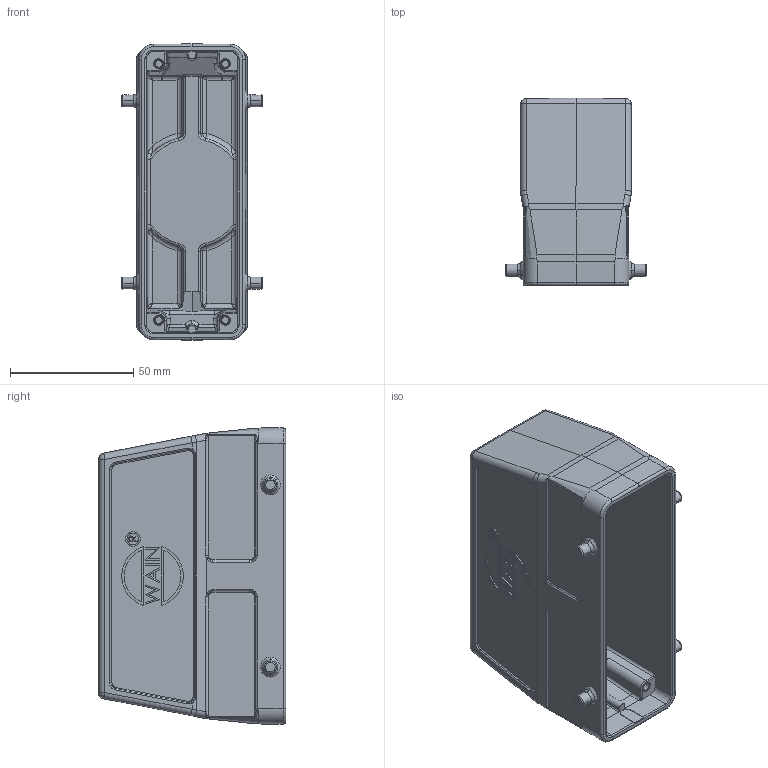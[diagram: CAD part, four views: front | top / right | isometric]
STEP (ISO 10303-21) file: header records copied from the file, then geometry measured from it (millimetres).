
FILE_DESCRIPTION (( 'STEP AP203' ), '1' );
FILE_NAME ('H24B-SEH-4B-M40.STEP', '2018-10-12T05:53:54', ( '' ), ( '' ), 'SwSTEP 2.0', 'SolidWorks 2016', '' );
FILE_SCHEMA (( 'CONFIG_CONTROL_DESIGN' ));
Length unit declared in the file: millimetre
Products named in the file (1): H24B-SEH-4B-M40
Bounding box: 57 x 76 x 120.2 mm (x, y, z)
Volume: 89290.1 mm3; surface area: 52335.1 mm2
Topology: 1 solids, 1 shells, 713 faces, 1758 edges, 1064 vertices
Faces by surface type: plane 239, cylinder 190, bspline 154, torus 78, cone 44, sphere 8
Entity records: 27506 total; most frequent: CARTESIAN_POINT 11898, ORIENTED_EDGE 3476, DIRECTION 2914, EDGE_CURVE 1738, VERTEX_POINT 1064, AXIS2_PLACEMENT_3D 1062, LINE 790, VECTOR 790
